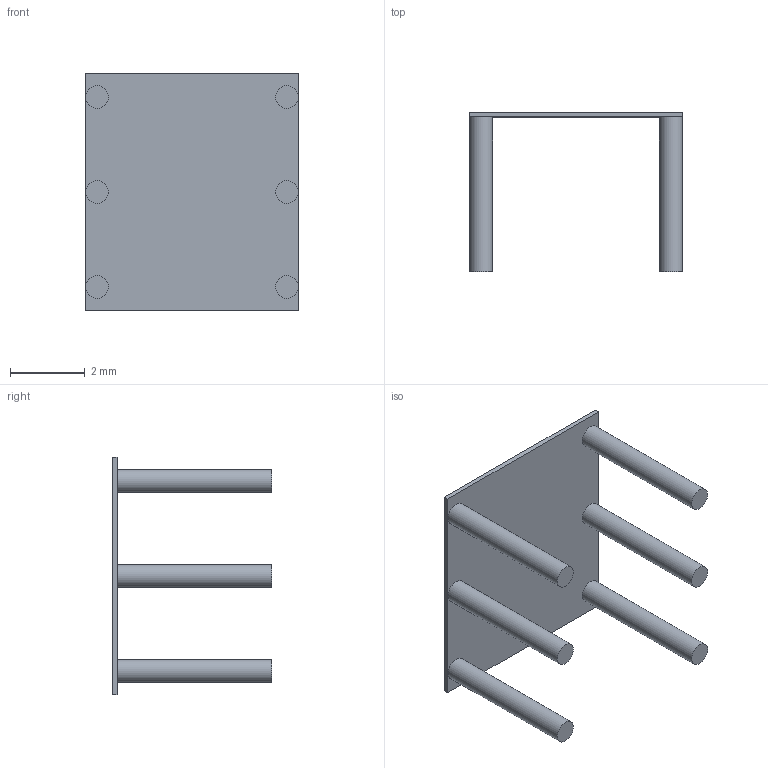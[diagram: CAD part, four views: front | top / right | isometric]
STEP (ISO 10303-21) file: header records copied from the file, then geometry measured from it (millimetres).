
FILE_DESCRIPTION(/* description */ (''),/* implementation_level */ '2;1');
FILE_NAME(/* name */ '_BB25B-terminal.ipt.step',/* time_stamp */ '2015-01-02T18:42:35-08:00',/* author */ ('Philip'),/* organization */ (''),/* preprocessor_version */ 'ST-DEVELOPER v15.6',/* originating_system */ 'Autodesk Inventor 2015',/* authorisation */ '');
FILE_SCHEMA (('AUTOMOTIVE_DESIGN { 1 0 10303 214 3 1 1 }'));
Length unit declared in the file: inch
Products named in the file (1): _BB25B-terminal
Bounding box: 5.71 x 4.27 x 6.35 mm (x, y, z)
Volume: 11.9 mm3; surface area: 123.2 mm2
Topology: 1 solids, 1 shells, 18 faces, 30 edges, 20 vertices
Faces by surface type: plane 12, cylinder 6
Full cylindrical faces by diameter (mm): 0.61 x6
Entity records: 429 total; most frequent: DIRECTION 74, CARTESIAN_POINT 63, ORIENTED_EDGE 48, AXIS2_PLACEMENT_3D 31, EDGE_LOOP 30, EDGE_CURVE 24, VERTEX_POINT 20, FACE_OUTER_BOUND 18
